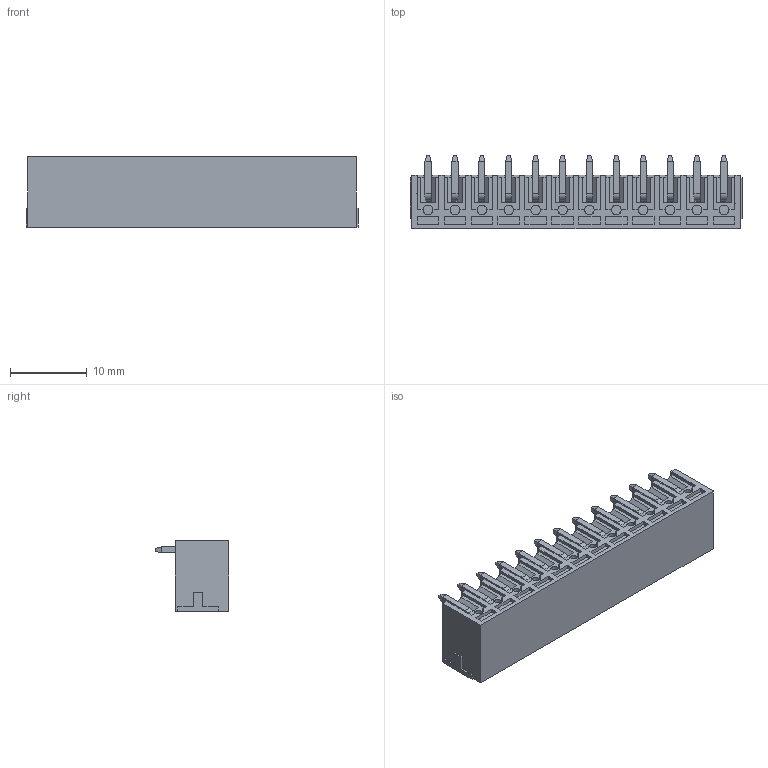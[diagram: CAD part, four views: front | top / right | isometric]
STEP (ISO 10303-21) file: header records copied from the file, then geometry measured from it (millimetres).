
FILE_DESCRIPTION( ('This file contains a STEP AP42 implementation' ,'as created by ZW3D STEP Interface translator.') ,'2;1' );
FILE_NAME( 'WJ15EDGRC-THR-3.5-12P-13-00A.stp' ,'23 825.114117', (''), ('ZWCAD Software Co.'), 'Version 1.0', 'ZW3D to STEP translator', '' );
FILE_SCHEMA(('AUTOMOTIVE_DESIGN { 1 0 10303 214 1 1 1 1 }'));
Length unit declared in the file: millimetre
Products named in the file (2): 0; WJ15EDGRC-THR-3.5-10P-13M-00A
Bounding box: 43.2 x 9.6 x 9.2 mm (x, y, z)
Volume: 1279.3 mm3; surface area: 4132.2 mm2
Topology: 1 solids, 1 shells, 1242 faces, 3348 edges, 2144 vertices
Faces by surface type: plane 1048, bspline 144, cylinder 26, cone 24
Entity records: 42121 total; most frequent: CARTESIAN_POINT 10087, ORIENTED_EDGE 6800, DIRECTION 5700, EDGE_CURVE 3394, VECTOR 2970, LINE 2970, VERTEX_POINT 2190, AXIS2_PLACEMENT_3D 1365
